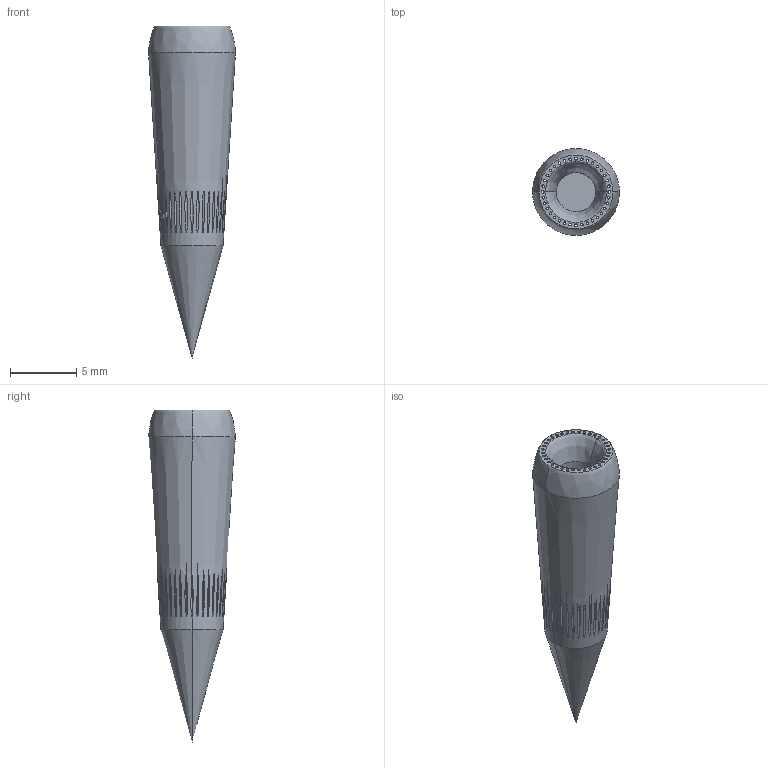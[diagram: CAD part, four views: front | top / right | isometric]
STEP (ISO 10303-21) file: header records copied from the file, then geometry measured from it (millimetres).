
FILE_DESCRIPTION (( 'STEP AP203' ), '1' );
FILE_NAME ('Burning_seperating_fibres_02.STEP', '2018-08-02T15:36:48', ( '' ), ( '' ), 'SwSTEP 2.0', 'SolidWorks 2017', '' );
FILE_SCHEMA (( 'CONFIG_CONTROL_DESIGN' ));
Length unit declared in the file: millimetre
Products named in the file (1): Burning_seperating_fibres_02
Bounding box: 6.54 x 6.54 x 25 mm (x, y, z)
Volume: 325.2 mm3; surface area: 849.1 mm2
Topology: 1 solids, 1 shells, 84 faces, 242 edges, 157 vertices
Faces by surface type: cylinder 74, bspline 4, cone 4, plane 2
Entity records: 5191 total; most frequent: CARTESIAN_POINT 2892, ORIENTED_EDGE 480, DIRECTION 394, EDGE_CURVE 240, AXIS2_PLACEMENT_3D 157, VERTEX_POINT 157, EDGE_LOOP 155, ADVANCED_FACE 84
